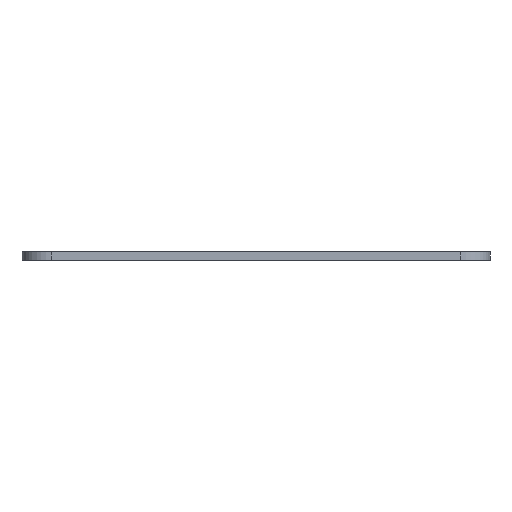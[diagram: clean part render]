
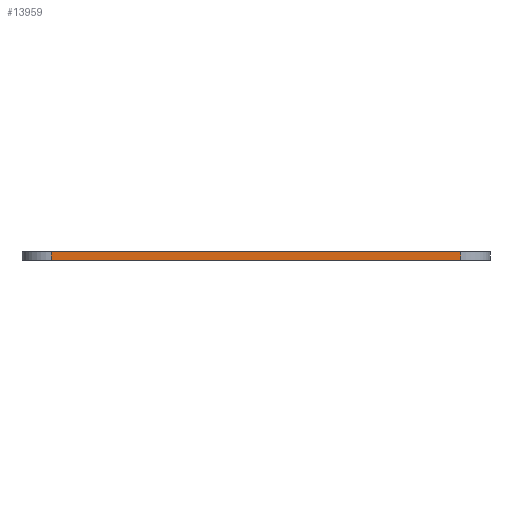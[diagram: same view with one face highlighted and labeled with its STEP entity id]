
A CAD part, front view. The second image highlights one B-rep face of the part: STEP entity #13959.
In plain terms, the highlighted planar face has unit normal (0, -1, 0).
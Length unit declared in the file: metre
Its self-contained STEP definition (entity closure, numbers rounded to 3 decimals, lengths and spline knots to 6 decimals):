
#1908=ORIENTED_EDGE('',*,*,#6195,.F.);
#1909=ORIENTED_EDGE('',*,*,#6239,.T.);
#1910=ORIENTED_EDGE('',*,*,#5846,.T.);
#1911=ORIENTED_EDGE('',*,*,#6240,.T.);
#5846=EDGE_CURVE('',#8018,#8017,#9304,.T.);
#6195=EDGE_CURVE('',#8360,#8361,#9471,.T.);
#6239=EDGE_CURVE('',#8360,#8018,#9493,.T.);
#6240=EDGE_CURVE('',#8017,#8361,#9494,.F.);
#8017=VERTEX_POINT('',#21402);
#8018=VERTEX_POINT('',#21404);
#8360=VERTEX_POINT('',#22098);
#8361=VERTEX_POINT('',#22100);
#9304=LINE('',#21403,#10669);
#9471=LINE('',#22099,#10836);
#9493=LINE('',#22186,#10858);
#9494=LINE('',#22187,#10859);
#10669=VECTOR('',#16763,1.);
#10836=VECTOR('',#17302,1.);
#10858=VECTOR('',#17374,1.);
#10859=VECTOR('',#17375,1.);
#11967=EDGE_LOOP('',(#1908,#1909,#1910,#1911));
#12802=FACE_BOUND('',#11967,.T.);
#13589=PLANE('',#15110);
#13959=ADVANCED_FACE('',(#12802),#13589,.F.);
#15110=AXIS2_PLACEMENT_3D('',#22185,#17372,#17373);
#16763=DIRECTION('',(1.,0.,0.));
#17302=DIRECTION('',(1.,0.,0.));
#17372=DIRECTION('',(0.,1.,0.));
#17373=DIRECTION('',(0.,0.,1.));
#17374=DIRECTION('',(0.,0.,-1.));
#17375=DIRECTION('',(0.,0.,-1.));
#21402=CARTESIAN_POINT('',(0.0351,-0.031575,0.));
#21403=CARTESIAN_POINT('',(0.,-0.031575,0.));
#21404=CARTESIAN_POINT('',(-0.0351,-0.031575,0.));
#22098=CARTESIAN_POINT('',(-0.0351,-0.031575,0.0015));
#22099=CARTESIAN_POINT('',(0.,-0.031575,0.0015));
#22100=CARTESIAN_POINT('',(0.0351,-0.031575,0.0015));
#22185=CARTESIAN_POINT('',(0.,-0.031575,0.0015));
#22186=CARTESIAN_POINT('',(-0.0351,-0.031575,0.0015));
#22187=CARTESIAN_POINT('',(0.0351,-0.031575,0.0015));
